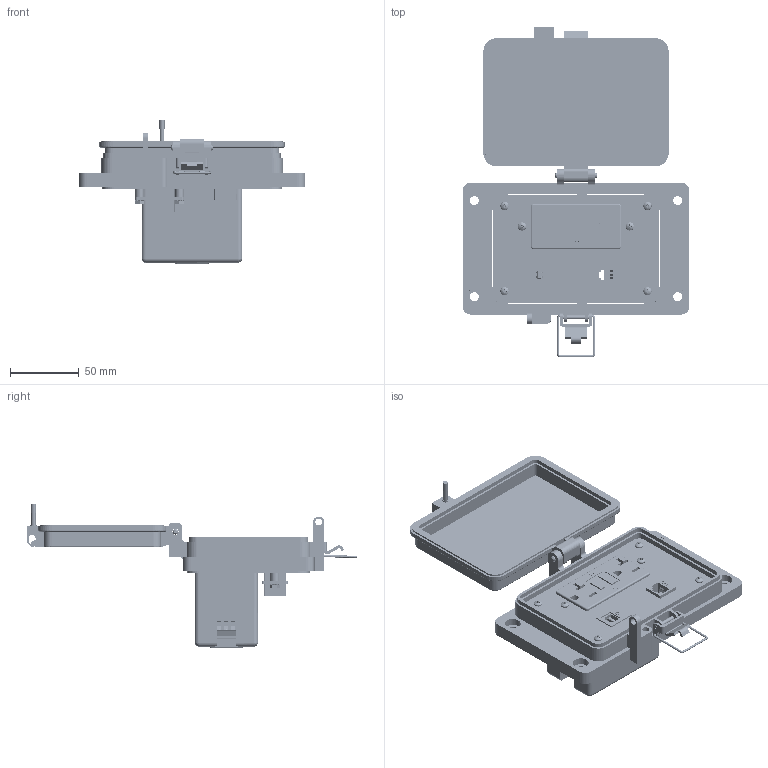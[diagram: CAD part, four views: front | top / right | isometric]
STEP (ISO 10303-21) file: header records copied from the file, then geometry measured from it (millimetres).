
FILE_DESCRIPTION (( 'STEP AP203' ), '1' );
FILE_NAME ('P-Q51R62-M4RF0_3D.STEP', '2020-07-16T15:46:45', ( '' ), ( '' ), 'SwSTEP 2.0', 'SolidWorks 2019', '' );
FILE_SCHEMA (( 'CONFIG_CONTROL_DESIGN' ));
Length unit declared in the file: millimetre
Products named in the file (19): -M4; 92005A124_METRIC PAN HEAD PHILLIPS MACHINE SCREW_92005A124; Z-300-USB-AB-FF; P-Q51R62-M4RF0_3D; Z-300-RJ45CAT6; Z-H-M4_B; P-Q51R62-M4RF0_TP060_1; P-Q51R62-M4RF0_FP060_1; Z-000-4243316TFP; Z-001-SPR_3_4; P-Q51R62-M4RF0_BP180_1; M3PH_14M3; RF_RF Clipped; Z-200-OTLT-GFIH-1_sheared; Z-000-44011_8FH_91771A116; R62; Z-200-OTLT-RIOF_RF Clipped; Q51; Z-002-4401_4HN_90675A005
Assembly tree (26 placements, depth 3):
  P-Q51R62-M4RF0_3D
    P-Q51R62-M4RF0_BP180_1
    P-Q51R62-M4RF0_TP060_1
    Z-000-4243316TFP  x2
    Q51
      Z-300-USB-AB-FF
    Z-001-SPR_3_4  x2
    Z-000-44011_8FH_91771A116  x2
    Z-002-4401_4HN_90675A005  x2
    P-Q51R62-M4RF0_FP060_1
    R62
      Z-300-RJ45CAT6
    RF_RF Clipped
      Z-200-OTLT-RIOF_RF Clipped
      Z-200-OTLT-GFIH-1_sheared
    M3PH_14M3  x2
    -M4
      Z-H-M4_B
    92005A124_METRIC PAN HEAD PHILLIPS MACHINE SCREW_92005A124  x4
Bounding box: 164.96 x 240.59 x 105.18 mm (x, y, z)
Volume: 354316.6 mm3; surface area: 204027.4 mm2
Topology: 46 solids, 46 shells, 4155 faces, 11605 edges, 7665 vertices
Faces by surface type: cylinder 1862, plane 1748, bspline 295, cone 177, torus 41, sphere 32
Entity records: 117655 total; most frequent: CARTESIAN_POINT 40141, ORIENTED_EDGE 16972, DIRECTION 14091, EDGE_CURVE 8486, VERTEX_POINT 5601, LINE 5269, VECTOR 5269, AXIS2_PLACEMENT_3D 4411
